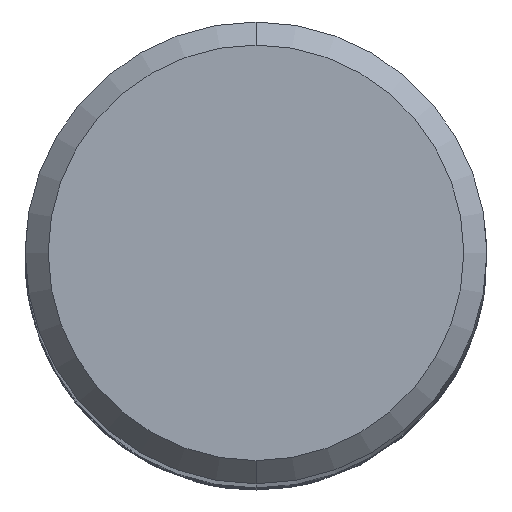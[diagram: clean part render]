
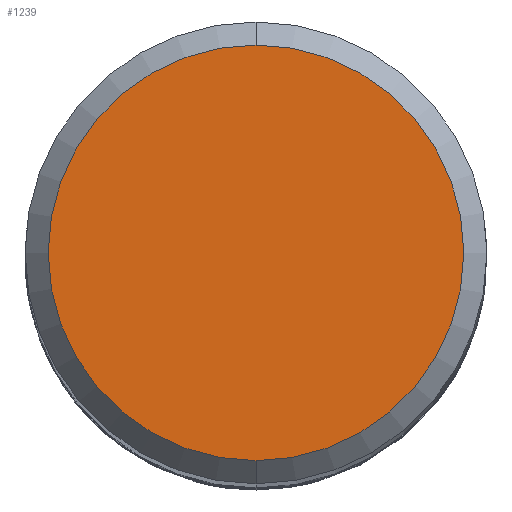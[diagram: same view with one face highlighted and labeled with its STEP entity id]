
A CAD part, top view. The second image highlights one B-rep face of the part: STEP entity #1239.
In plain terms, the highlighted planar face has unit normal (0, 0, 1).
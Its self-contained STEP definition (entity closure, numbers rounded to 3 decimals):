
#939=VERTEX_POINT('',#2718);
#1239=ADVANCED_FACE('',(#3040),#3041,.T.);
#1985=EDGE_CURVE('',#939,#2239,#3854,.T.);
#2239=VERTEX_POINT('',#4131);
#2475=EDGE_CURVE('',#2239,#939,#4390,.T.);
#2718=CARTESIAN_POINT('',(0.0,3.6,0.0));
#3040=FACE_OUTER_BOUND('',#8033,.T.);
#3041=PLANE('',#8034);
#3854=CIRCLE('',#16455,3.6);
#4131=CARTESIAN_POINT('',(0.,-3.6,0.0));
#4390=CIRCLE('',#21619,3.6);
#8033=EDGE_LOOP('',(#22907,#22908));
#8034=AXIS2_PLACEMENT_3D('',#22909,#22910,#22911);
#16455=AXIS2_PLACEMENT_3D('',#23749,#23750,#23751);
#21619=AXIS2_PLACEMENT_3D('',#24323,#24324,#24325);
#22907=ORIENTED_EDGE('',*,*,#1985,.F.);
#22908=ORIENTED_EDGE('',*,*,#2475,.F.);
#22909=CARTESIAN_POINT('',(0.0,1.8,0.0));
#22910=DIRECTION('',(-0.0,0.0,1.0));
#22911=DIRECTION('',(0.0,-1.0,0.0));
#23749=CARTESIAN_POINT('',(0.0,0.0,0.0));
#23750=DIRECTION('',(0.0,0.0,-1.0));
#23751=DIRECTION('',(0.0,1.0,0.0));
#24323=CARTESIAN_POINT('',(0.0,0.0,0.0));
#24324=DIRECTION('',(0.0,0.0,-1.0));
#24325=DIRECTION('',(0.0,1.0,0.0));
